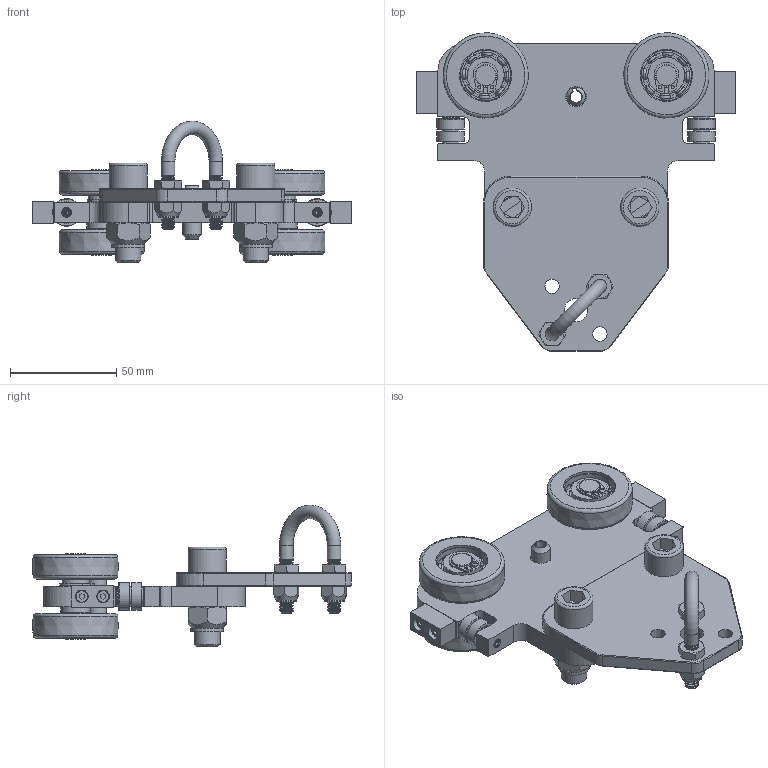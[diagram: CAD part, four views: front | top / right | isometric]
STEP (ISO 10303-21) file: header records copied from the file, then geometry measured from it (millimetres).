
FILE_DESCRIPTION(/* description */ ('ETA-3 HOSE FESTOON TROLLEY'),/* implementation_level */ '2;1');
FILE_NAME(/* name */ '20134.stp',/* time_stamp */ '2020-12-18T14:17:45-05:00',/* author */ ('mnhhw'),/* organization */ (''),/* preprocessor_version */ 'ST-DEVELOPER v17',/* originating_system */ 'Autodesk Inventor 2019',/* authorisation */ '');
FILE_SCHEMA (('AUTOMOTIVE_DESIGN { 1 0 10303 214 3 1 1 }'));
Length unit declared in the file: inch
Products named in the file (22): 20134; 20136; 85005341_¶Ë³µ·½°¸3; 85005342; 85005845; BAC-C015-Z00-00K; GB£¯T276-94Éî¹µÇòÖ
á³Ð6200; GB894.1ÖáÓÃµ¯ÐÔµ²
È¦AÐÍ10; 85005344; GB894.1ÖáÓÃµ¯ÐÔµ²
È¦AÐÍ12; GB£¯T879.1_µ¯ÐÔÔ²ÖùÏú
 Ö±²Û ÖØÐÍ8¡Á25; Í­Ì×; GB£¯T70£®1-2000ÄÚÁù½ÇÔ²
ÖùÍ·ÂÝ¶¤M3¡Á10; GB£¯T879£®1-2000µ¯ÐÔÔ²Öù
ÏúÖ±²ÛÖØÐÍ3£®5¡Á
24; GB£¯T276-94Éî¹µÇòÖ
á³Ð624; GB£¯T97£®3-2006ÏúÖáÓ
ÃÆ½µæÈ¦4¡Á0£®8; 79586; 50264; 50685; 52447; 52010; 50356
Assembly tree (46 placements, depth 4):
  20134
    20136
      85005341_¶Ë³µ·½°¸3
      85005342  x2
      85005845  x4
        BAC-C015-Z00-00K
        GB£¯T276-94Éî¹µÇòÖ
á³Ð6200
      GB894.1ÖáÓÃµ¯ÐÔµ²
È¦AÐÍ10  x4
      GB894.1ÖáÓÃµ¯ÐÔµ²
È¦AÐÍ12  x2
      85005344  x2
      GB£¯T879.1_µ¯ÐÔÔ²ÖùÏú
 Ö±²Û ÖØÐÍ8¡Á25
      Í­Ì×
      GB£¯T70£®1-2000ÄÚÁù½ÇÔ²
ÖùÍ·ÂÝ¶¤M3¡Á10  x4
      GB£¯T276-94Éî¹µÇòÖ
á³Ð624  x4
      GB£¯T879£®1-2000µ¯ÐÔÔ²Öù
ÏúÖ±²ÛÖØÐÍ3£®5¡Á
24  x2
      GB£¯T97£®3-2006ÏúÖáÓ
ÃÆ½µæÈ¦4¡Á0£®8  x6
    79586
    50264
    50685  x2
    52447  x2
    52010  x2
    50356  x2
Bounding box: 150 x 149.77 x 66.75 mm (x, y, z)
Volume: 204883.9 mm3; surface area: 100415.8 mm2
Topology: 47 solids, 47 shells, 1334 faces, 3893 edges, 2695 vertices
Faces by surface type: plane 420, cylinder 353, sphere 256, torus 201, cone 96, bspline 8
Full cylindrical faces by diameter (mm): 1.5 x12, 2.5 x4, 3 x4, 3.2 x4, 3.5 x4, 4 x10, 4.7 x40, 4.978 x4, 5.5 x4, 6 x4, 6.35 x40, 6.7 x8, 6.756 x4, 7.663 x4, 8 x7, 9.137 x4, 9.4 x4, 9.446 x2, 10 x12, 10.1 x8, 10.106 x2, 10.998 x1, 11.1 x2, 12 x5, 12.2 x2, 12.5 x2, 12.6 x4, 12.7 x2, 13 x4, 13.487 x2
Entity records: 32045 total; most frequent: CARTESIAN_POINT 16004, ORIENTED_EDGE 3232, DIRECTION 3088, EDGE_CURVE 1616, AXIS2_PLACEMENT_3D 1331, VERTEX_POINT 1109, EDGE_LOOP 713, CIRCLE 701
